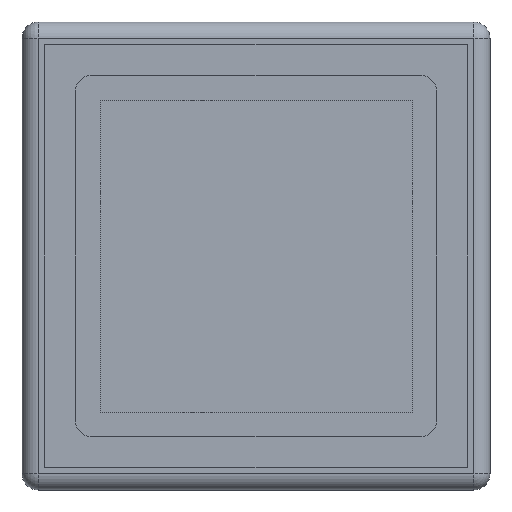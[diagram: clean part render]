
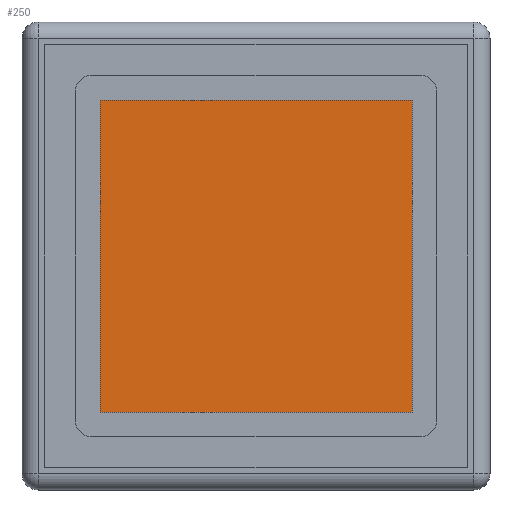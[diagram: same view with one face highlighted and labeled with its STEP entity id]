
A CAD part, front view. The second image highlights one B-rep face of the part: STEP entity #250.
In plain terms, the highlighted planar face has unit normal (0, -1, 0).
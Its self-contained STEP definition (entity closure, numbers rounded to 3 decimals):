
#91 = CARTESIAN_POINT ( 'NONE',  ( 19., 25., -19. ) ) ;
#94 = EDGE_CURVE ( 'NONE', #251, #348, #651, .T. ) ;
#100 = VECTOR ( 'NONE', #933, 1000. ) ;
#110 = EDGE_LOOP ( 'NONE', ( #139, #979, #1023, #1004 ) ) ;
#116 = EDGE_CURVE ( 'NONE', #1156, #278, #838, .T. ) ;
#139 = ORIENTED_EDGE ( 'NONE', *, *, #1215, .F. ) ;
#165 = PLANE ( 'NONE',  #198 ) ;
#198 = AXIS2_PLACEMENT_3D ( 'NONE', #243, #1005, #727 ) ;
#216 = VECTOR ( 'NONE', #826, 1000. ) ;
#243 = CARTESIAN_POINT ( 'NONE',  ( 0., 25., 0. ) ) ;
#250 = ADVANCED_FACE ( 'NONE', ( #253 ), #165, .T. ) ;
#251 = VERTEX_POINT ( 'NONE', #1102 ) ;
#253 = FACE_OUTER_BOUND ( 'NONE', #110, .T. ) ;
#269 = CARTESIAN_POINT ( 'NONE',  ( 19., 25., 19. ) ) ;
#272 = DIRECTION ( 'NONE',  ( 1., 0., 0. ) ) ;
#278 = VERTEX_POINT ( 'NONE', #1045 ) ;
#309 = EDGE_CURVE ( 'NONE', #278, #251, #672, .T. ) ;
#348 = VERTEX_POINT ( 'NONE', #476 ) ;
#351 = DIRECTION ( 'NONE',  ( -1., 0., 0. ) ) ;
#365 = LINE ( 'NONE', #269, #216 ) ;
#435 = VECTOR ( 'NONE', #272, 1000. ) ;
#473 = CARTESIAN_POINT ( 'NONE',  ( -19., 25., 19. ) ) ;
#476 = CARTESIAN_POINT ( 'NONE',  ( 19., 25., 19. ) ) ;
#587 = VECTOR ( 'NONE', #351, 1000. ) ;
#645 = CARTESIAN_POINT ( 'NONE',  ( -19., 25., 19. ) ) ;
#651 = LINE ( 'NONE', #645, #435 ) ;
#672 = LINE ( 'NONE', #473, #100 ) ;
#727 = DIRECTION ( 'NONE',  ( 0., 0., -1. ) ) ;
#826 = DIRECTION ( 'NONE',  ( 0., 0., -1. ) ) ;
#838 = LINE ( 'NONE', #1118, #587 ) ;
#933 = DIRECTION ( 'NONE',  ( 0., 0., 1. ) ) ;
#979 = ORIENTED_EDGE ( 'NONE', *, *, #94, .F. ) ;
#1004 = ORIENTED_EDGE ( 'NONE', *, *, #116, .F. ) ;
#1005 = DIRECTION ( 'NONE',  ( 0., -1., 0. ) ) ;
#1023 = ORIENTED_EDGE ( 'NONE', *, *, #309, .F. ) ;
#1045 = CARTESIAN_POINT ( 'NONE',  ( -19., 25., -19. ) ) ;
#1102 = CARTESIAN_POINT ( 'NONE',  ( -19., 25., 19. ) ) ;
#1118 = CARTESIAN_POINT ( 'NONE',  ( -19., 25., -19. ) ) ;
#1156 = VERTEX_POINT ( 'NONE', #91 ) ;
#1215 = EDGE_CURVE ( 'NONE', #348, #1156, #365, .T. ) ;
